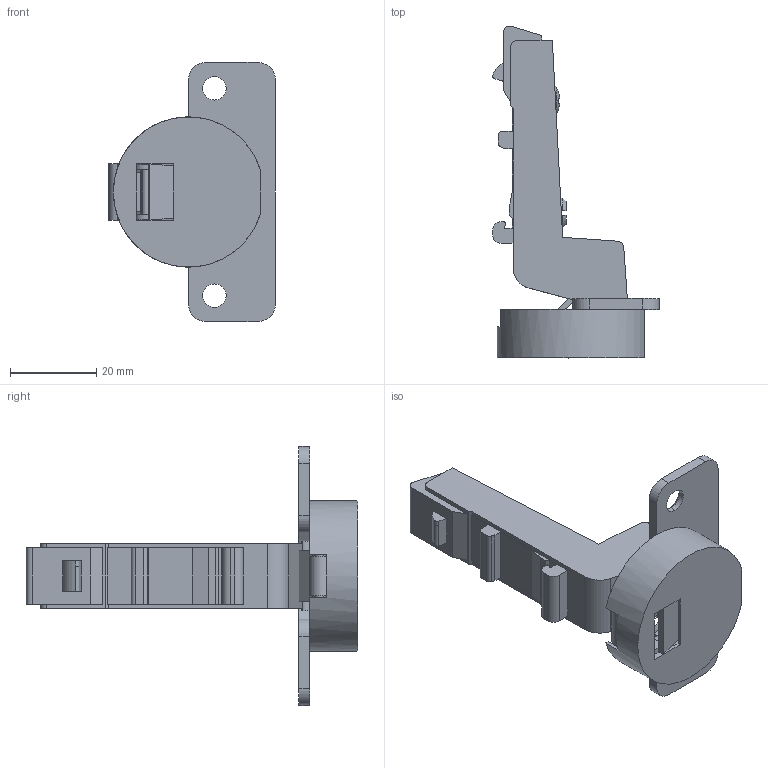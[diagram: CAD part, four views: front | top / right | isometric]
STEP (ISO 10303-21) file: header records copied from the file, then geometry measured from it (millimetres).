
FILE_DESCRIPTION((''),'2;1');
FILE_NAME('248-0534-IMS','2022-12-07T13:18:44',('marino.prodan'),('Audax d.o.o.'),'CREO PARAMETRIC BY PTC INC, 2021304','CREO PARAMETRIC BY PTC INC, 2021304','');
FILE_SCHEMA(('AUTOMOTIVE_DESIGN { 1 0 10303 214 1 1 1 1 }'));
Length unit declared in the file: millimetre
Products named in the file (1): 248-0534-IMS
Bounding box: 38.6 x 76.85 x 60 mm (x, y, z)
Volume: 22215.3 mm3; surface area: 12170 mm2
Topology: 1 solids, 1 shells, 232 faces, 694 edges, 466 vertices
Faces by surface type: plane 153, cylinder 57, cone 18, torus 2, sphere 2
Entity records: 10393 total; most frequent: CARTESIAN_POINT 1554, ORIENTED_EDGE 1376, DIRECTION 1319, PRESENTATION_STYLE_ASSIGNMENT 689, STYLED_ITEM 689, CURVE_STYLE 688, EDGE_CURVE 688, VERTEX_POINT 466
